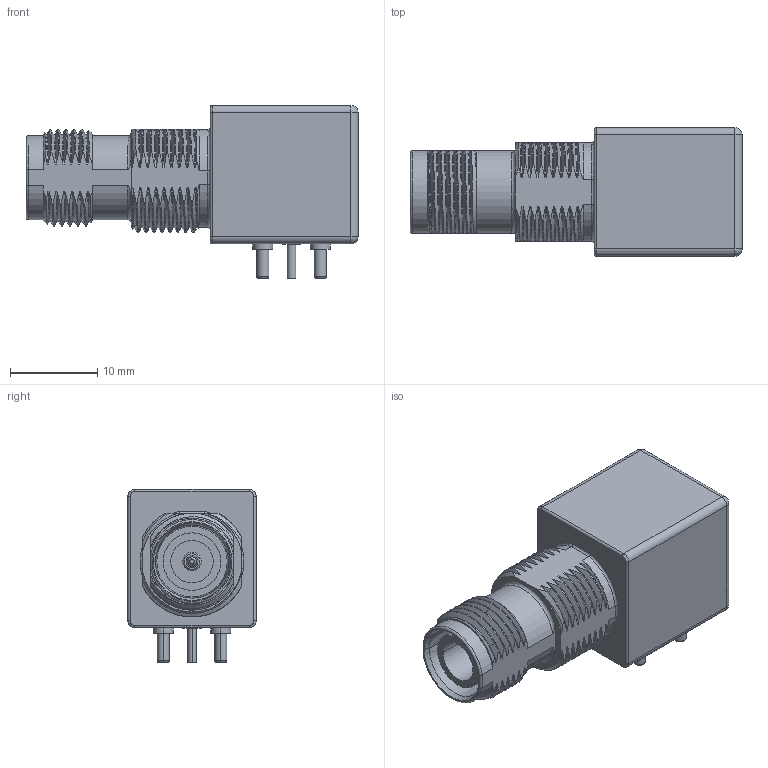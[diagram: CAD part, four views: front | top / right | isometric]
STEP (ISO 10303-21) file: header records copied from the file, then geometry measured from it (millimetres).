
FILE_DESCRIPTION((''),'2;1');
FILE_NAME('31-6240-3_SW0001','2019-11-20T',('Kaviyarasan'),(''),'CREO PARAMETRIC BY PTC INC, 2018360','CREO PARAMETRIC BY PTC INC, 2018360','');
FILE_SCHEMA(('CONFIG_CONTROL_DESIGN'));
Length unit declared in the file: millimetre
Products named in the file (1): 31-6240-3_SW0001
Bounding box: 38.1 x 14.73 x 19.86 mm (x, y, z)
Volume: 5473.8 mm3; surface area: 3051 mm2
Topology: 1 solids, 1 shells, 302 faces, 788 edges, 504 vertices
Faces by surface type: bspline 130, cylinder 88, plane 36, cone 23, torus 19, sphere 6
Entity records: 15622 total; most frequent: CARTESIAN_POINT 9182, ORIENTED_EDGE 1572, DIRECTION 913, EDGE_CURVE 786, VERTEX_POINT 504, B_SPLINE_CURVE_WITH_KNOTS 369, AXIS2_PLACEMENT_3D 324, EDGE_LOOP 320
